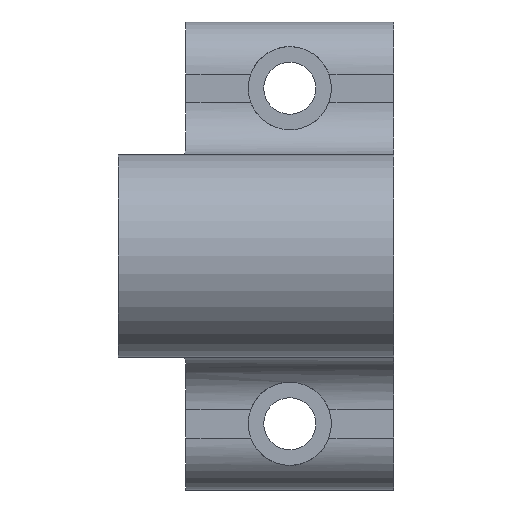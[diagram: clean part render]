
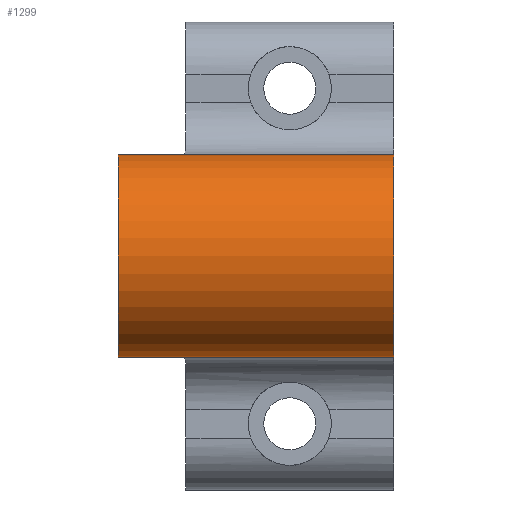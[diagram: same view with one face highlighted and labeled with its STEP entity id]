
A CAD part, left-side view. The second image highlights one B-rep face of the part: STEP entity #1299.
In plain terms, the highlighted cylindrical face has radius 9.762 mm (diameter 19.525 mm), a partial arc.
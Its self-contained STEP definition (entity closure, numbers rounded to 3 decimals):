
#47=CIRCLE('',#1380,9.763);
#55=CIRCLE('',#1399,9.763);
#126=FACE_OUTER_BOUND('',#205,.T.);
#205=EDGE_LOOP('',(#1080,#1081,#1082,#1083));
#369=LINE('',#4356,#455);
#370=LINE('',#4358,#456);
#455=VECTOR('',#1632,10.);
#456=VECTOR('',#1633,10.);
#552=VERTEX_POINT('',#4254);
#553=VERTEX_POINT('',#4255);
#580=VERTEX_POINT('',#4355);
#581=VERTEX_POINT('',#4357);
#723=EDGE_CURVE('',#553,#552,#47,.T.);
#756=EDGE_CURVE('',#580,#552,#369,.T.);
#757=EDGE_CURVE('',#581,#553,#370,.T.);
#758=EDGE_CURVE('',#581,#580,#55,.T.);
#1080=ORIENTED_EDGE('',*,*,#756,.T.);
#1081=ORIENTED_EDGE('',*,*,#723,.F.);
#1082=ORIENTED_EDGE('',*,*,#757,.F.);
#1083=ORIENTED_EDGE('',*,*,#758,.T.);
#1234=CYLINDRICAL_SURFACE('',#1398,9.763);
#1299=ADVANCED_FACE('',(#126),#1234,.T.);
#1380=AXIS2_PLACEMENT_3D('',#4257,#1573,#1574);
#1398=AXIS2_PLACEMENT_3D('',#4354,#1630,#1631);
#1399=AXIS2_PLACEMENT_3D('',#4359,#1634,#1635);
#1573=DIRECTION('center_axis',(0.,1.,0.));
#1574=DIRECTION('ref_axis',(-1.,0.,0.));
#1630=DIRECTION('center_axis',(0.,1.,0.));
#1631=DIRECTION('ref_axis',(-1.,0.,0.));
#1632=DIRECTION('',(0.,1.,0.));
#1633=DIRECTION('',(0.,1.,0.));
#1634=DIRECTION('center_axis',(0.,1.,0.));
#1635=DIRECTION('ref_axis',(1.,0.,0.));
#4254=CARTESIAN_POINT('',(-7.867,26.5,9.763));
#4255=CARTESIAN_POINT('',(-7.867,26.5,-9.763));
#4257=CARTESIAN_POINT('Origin',(-7.867,26.5,0.));
#4354=CARTESIAN_POINT('Origin',(-7.867,0.,0.));
#4355=CARTESIAN_POINT('',(-7.867,0.,9.763));
#4356=CARTESIAN_POINT('',(-7.867,0.,9.763));
#4357=CARTESIAN_POINT('',(-7.867,0.,-9.763));
#4358=CARTESIAN_POINT('',(-7.867,0.,-9.763));
#4359=CARTESIAN_POINT('Origin',(-7.867,0.,0.));
